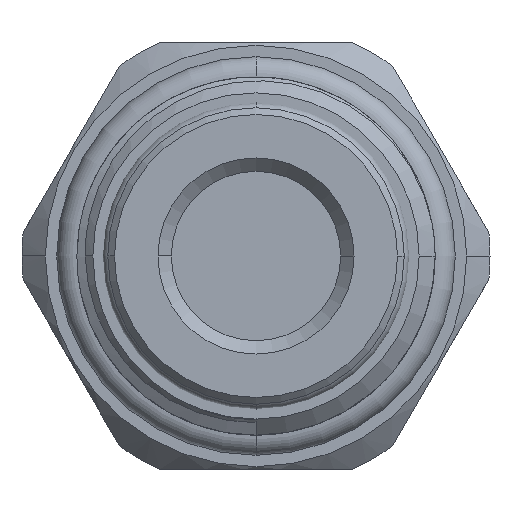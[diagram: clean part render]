
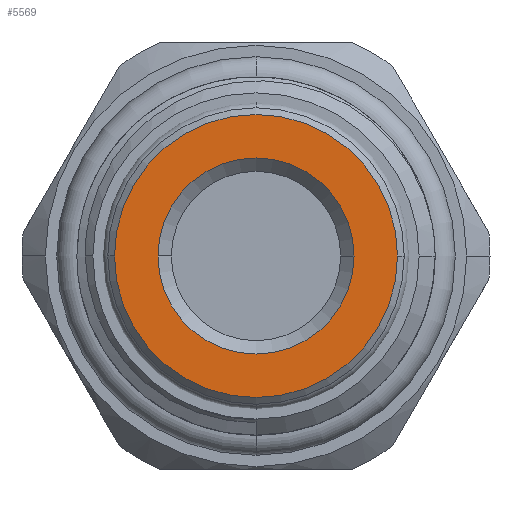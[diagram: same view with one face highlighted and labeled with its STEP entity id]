
A CAD part, left-side view. The second image highlights one B-rep face of the part: STEP entity #5569.
In plain terms, the highlighted planar face has unit normal (-1, 0, 0).
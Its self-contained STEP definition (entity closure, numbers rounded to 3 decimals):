
#38 = ORIENTED_EDGE ( 'NONE', *, *, #473, .T. ) ;
#69 = CARTESIAN_POINT ( 'NONE',  ( -65.05, -10.615, 0. ) ) ;
#255 = PLANE ( 'NONE',  #1128 ) ;
#473 = EDGE_CURVE ( 'NONE', #4213, #4498, #2701, .T. ) ;
#584 = ORIENTED_EDGE ( 'NONE', *, *, #2621, .F. ) ;
#812 = DIRECTION ( 'NONE',  ( 1., 0., 0. ) ) ;
#954 = EDGE_CURVE ( 'NONE', #4498, #4213, #6371, .T. ) ;
#1128 = AXIS2_PLACEMENT_3D ( 'NONE', #1876, #812, #2884 ) ;
#1307 = DIRECTION ( 'NONE',  ( -1., 0., 0. ) ) ;
#1348 = CARTESIAN_POINT ( 'NONE',  ( -65.05, -7.35, 0. ) ) ;
#1376 = DIRECTION ( 'NONE',  ( 0., 1., 0. ) ) ;
#1624 = FACE_BOUND ( 'NONE', #5571, .T. ) ;
#1666 = CIRCLE ( 'NONE', #6003, 7.35 ) ;
#1771 = DIRECTION ( 'NONE',  ( -1., 0., 0. ) ) ;
#1876 = CARTESIAN_POINT ( 'NONE',  ( -65.05, 0., -11.115 ) ) ;
#2270 = CARTESIAN_POINT ( 'NONE',  ( -65.05, 0., 0. ) ) ;
#2556 = ORIENTED_EDGE ( 'NONE', *, *, #4224, .F. ) ;
#2621 = EDGE_CURVE ( 'NONE', #2820, #6289, #1666, .T. ) ;
#2701 = CIRCLE ( 'NONE', #3658, 10.615 ) ;
#2740 = CARTESIAN_POINT ( 'NONE',  ( -65.05, 7.35, 0. ) ) ;
#2820 = VERTEX_POINT ( 'NONE', #1348 ) ;
#2884 = DIRECTION ( 'NONE',  ( 0., -1., 0. ) ) ;
#2905 = AXIS2_PLACEMENT_3D ( 'NONE', #6180, #5168, #4591 ) ;
#3043 = FACE_OUTER_BOUND ( 'NONE', #6839, .T. ) ;
#3385 = AXIS2_PLACEMENT_3D ( 'NONE', #2270, #1771, #6477 ) ;
#3658 = AXIS2_PLACEMENT_3D ( 'NONE', #5718, #5255, #4846 ) ;
#4021 = CARTESIAN_POINT ( 'NONE',  ( -65.05, 0., 0. ) ) ;
#4180 = CARTESIAN_POINT ( 'NONE',  ( -65.05, 10.615, 0. ) ) ;
#4213 = VERTEX_POINT ( 'NONE', #69 ) ;
#4224 = EDGE_CURVE ( 'NONE', #6289, #2820, #4821, .T. ) ;
#4498 = VERTEX_POINT ( 'NONE', #4180 ) ;
#4591 = DIRECTION ( 'NONE',  ( 0., -1., 0. ) ) ;
#4821 = CIRCLE ( 'NONE', #3385, 7.35 ) ;
#4846 = DIRECTION ( 'NONE',  ( 0., -1., 0. ) ) ;
#5168 = DIRECTION ( 'NONE',  ( -1., 0., 0. ) ) ;
#5255 = DIRECTION ( 'NONE',  ( -1., 0., 0. ) ) ;
#5569 = ADVANCED_FACE ( 'NONE', ( #3043, #1624 ), #255, .F. ) ;
#5571 = EDGE_LOOP ( 'NONE', ( #2556, #584 ) ) ;
#5618 = ORIENTED_EDGE ( 'NONE', *, *, #954, .T. ) ;
#5718 = CARTESIAN_POINT ( 'NONE',  ( -65.05, 0., 0. ) ) ;
#6003 = AXIS2_PLACEMENT_3D ( 'NONE', #4021, #1307, #1376 ) ;
#6180 = CARTESIAN_POINT ( 'NONE',  ( -65.05, 0., 0. ) ) ;
#6289 = VERTEX_POINT ( 'NONE', #2740 ) ;
#6371 = CIRCLE ( 'NONE', #2905, 10.615 ) ;
#6477 = DIRECTION ( 'NONE',  ( 0., 1., 0. ) ) ;
#6839 = EDGE_LOOP ( 'NONE', ( #38, #5618 ) ) ;
